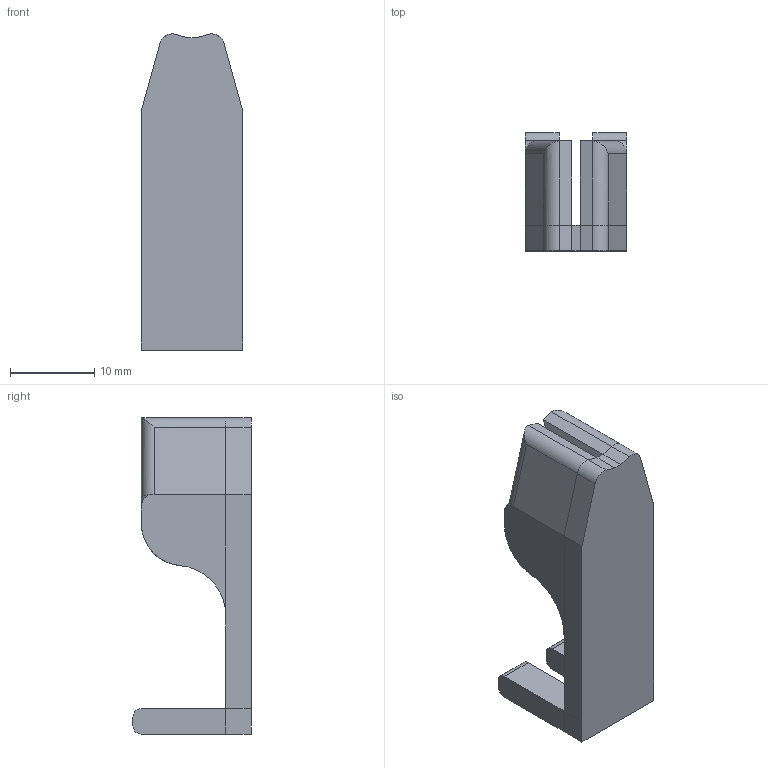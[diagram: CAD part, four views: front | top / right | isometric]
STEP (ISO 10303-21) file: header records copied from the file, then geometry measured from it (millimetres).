
FILE_DESCRIPTION(('FreeCAD Model'),'2;1');
FILE_NAME('Open CASCADE Shape Model','2024-02-10T16:29:31',(''),(''), 'Open CASCADE STEP processor 7.6','FreeCAD','Unknown');
FILE_SCHEMA(('AUTOMOTIVE_DESIGN { 1 0 10303 214 1 1 1 1 }'));
Length unit declared in the file: millimetre
Products named in the file (1): Body
Bounding box: 12 x 14 x 37.45 mm (x, y, z)
Volume: 2600.1 mm3; surface area: 2216.2 mm2
Topology: 1 solids, 1 shells, 52 faces, 136 edges, 84 vertices
Faces by surface type: plane 34, cylinder 14, bspline 4
Entity records: 4257 total; most frequent: CARTESIAN_POINT 1607, DIRECTION 471, LINE 320, VECTOR 320, ORIENTED_EDGE 268, PCURVE 268, DEFINITIONAL_REPRESENTATION 268, EDGE_CURVE 134
